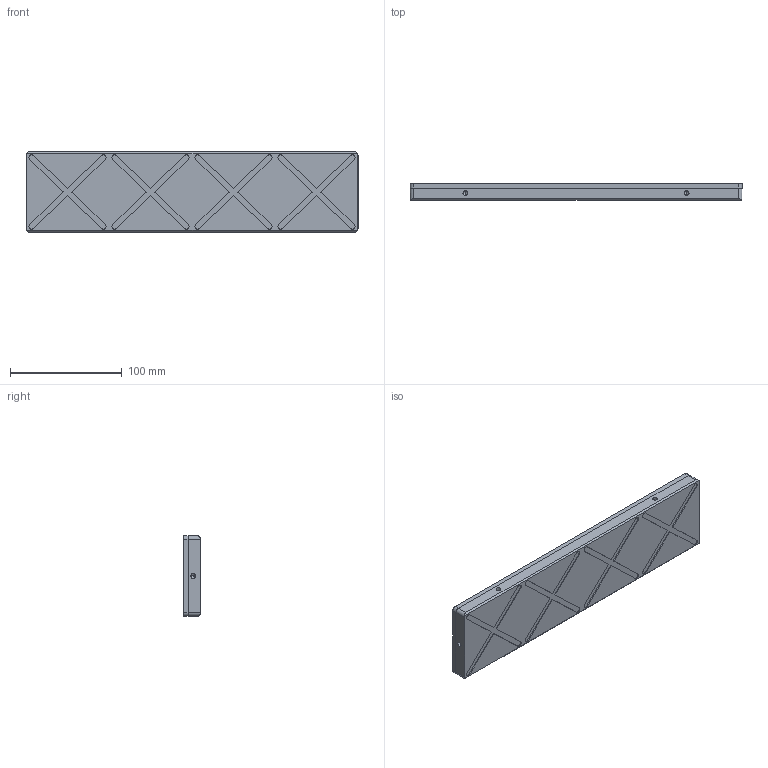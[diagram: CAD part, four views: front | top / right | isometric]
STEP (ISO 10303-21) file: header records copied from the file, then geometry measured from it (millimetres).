
FILE_DESCRIPTION (( 'STEP AP214' ), '1' );
FILE_NAME ('S17072415.STEP', '2023-12-12T20:48:36', ( '' ), ( '' ), 'SwSTEP 2.0', 'SolidWorks 2023', '' );
FILE_SCHEMA (( 'AUTOMOTIVE_DESIGN' ));
Length unit declared in the file: millimetre
Products named in the file (4): 62S072415; S90A002; S17072415; 17S072415
Assembly tree (2 placements, depth 2):
  S90A002
  S17072415
    17S072415
    62S072415
Bounding box: 296.7 x 15 x 71.7 mm (x, y, z)
Volume: 314822.4 mm3; surface area: 97434.5 mm2
Topology: 2 solids, 2 shells, 106 faces, 282 edges, 178 vertices
Faces by surface type: plane 50, cylinder 44, cone 12
Entity records: 3313 total; most frequent: DIRECTION 576, CARTESIAN_POINT 571, ORIENTED_EDGE 540, EDGE_CURVE 270, AXIS2_PLACEMENT_3D 199, VERTEX_POINT 178, VECTOR 178, LINE 178
